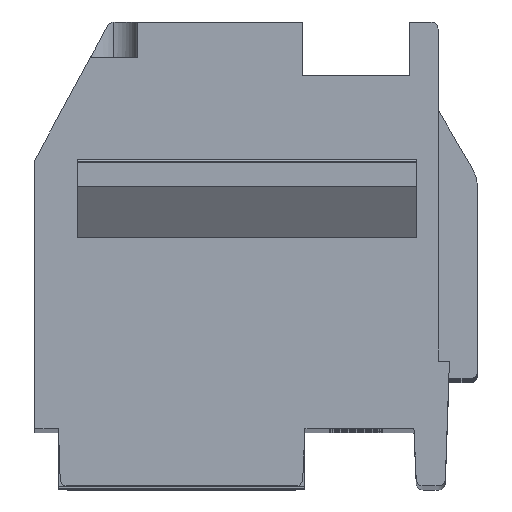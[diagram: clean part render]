
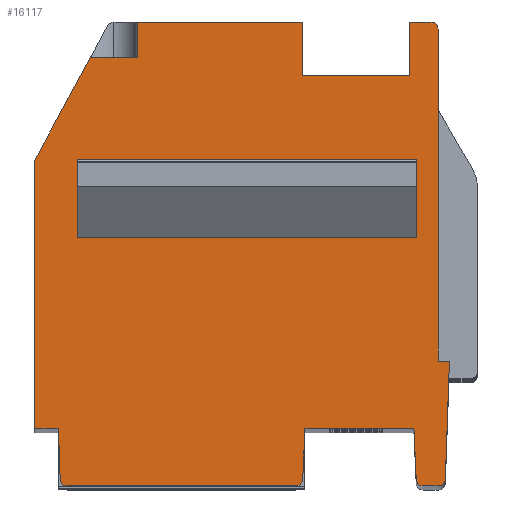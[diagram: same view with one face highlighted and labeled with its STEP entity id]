
A CAD part, top view. The second image highlights one B-rep face of the part: STEP entity #16117.
In plain terms, the highlighted planar face has unit normal (0, 0, 1).
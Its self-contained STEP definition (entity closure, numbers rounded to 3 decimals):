
#34=DIRECTION('',(0.,1.,0.));
#35=VECTOR('',#34,1.55);
#36=CARTESIAN_POINT('',(-5.188,0.15,62.5));
#37=LINE('',#36,#35);
#38=DIRECTION('',(-1.,0.,0.));
#39=VECTOR('',#38,9.5);
#40=CARTESIAN_POINT('',(4.312,0.15,62.5));
#41=LINE('',#40,#39);
#42=DIRECTION('',(0.,1.,0.));
#43=VECTOR('',#42,1.55);
#44=CARTESIAN_POINT('',(4.312,0.15,62.5));
#45=LINE('',#44,#43);
#46=DIRECTION('',(-1.,0.,0.));
#47=VECTOR('',#46,9.5);
#48=CARTESIAN_POINT('',(4.312,1.7,62.5));
#49=LINE('',#48,#47);
#50=DIRECTION('',(0.,-1.,0.));
#51=VECTOR('',#50,7.041);
#52=CARTESIAN_POINT('',(4.912,3.741,62.5));
#53=LINE('',#52,#51);
#54=DIRECTION('',(1.,0.,0.));
#55=VECTOR('',#54,0.32);
#56=CARTESIAN_POINT('',(4.912,-3.3,62.5));
#57=LINE('',#56,#55);
#58=DIRECTION('',(-0.035,-0.999,0.));
#59=VECTOR('',#58,0.502);
#60=CARTESIAN_POINT('',(5.232,-3.3,62.5));
#61=LINE('',#60,#59);
#62=DIRECTION('',(0.035,0.999,0.));
#63=VECTOR('',#62,2.807);
#64=CARTESIAN_POINT('',(5.116,-6.607,62.5));
#65=LINE('',#64,#63);
#66=CARTESIAN_POINT('',(4.916,-6.6,62.5));
#67=DIRECTION('',(0.,0.,-1.));
#68=DIRECTION('',(0.999,-0.035,0.));
#69=AXIS2_PLACEMENT_3D('',#66,#67,#68);
#71=DIRECTION('',(-1.,0.,0.));
#72=VECTOR('',#71,0.416);
#73=CARTESIAN_POINT('',(4.916,-6.8,62.5));
#74=LINE('',#73,#72);
#75=CARTESIAN_POINT('',(4.501,-6.6,62.5));
#76=DIRECTION('',(0.,0.,-1.));
#77=DIRECTION('',(0.,-1.,0.));
#78=AXIS2_PLACEMENT_3D('',#75,#76,#77);
#80=DIRECTION('',(-0.045,0.999,0.));
#81=VECTOR('',#80,1.411);
#82=CARTESIAN_POINT('',(4.301,-6.609,62.5));
#83=LINE('',#82,#81);
#84=DIRECTION('',(-1.,0.,0.));
#85=VECTOR('',#84,3.052);
#86=CARTESIAN_POINT('',(4.237,-5.2,62.5));
#87=LINE('',#86,#85);
#88=DIRECTION('',(0.045,0.999,0.));
#89=VECTOR('',#88,1.411);
#90=CARTESIAN_POINT('',(1.12,-6.609,62.5));
#91=LINE('',#90,#89);
#92=CARTESIAN_POINT('',(0.92,-6.6,62.5));
#93=DIRECTION('',(0.,0.,1.));
#94=DIRECTION('',(0.,-1.,0.));
#95=AXIS2_PLACEMENT_3D('',#92,#93,#94);
#97=DIRECTION('',(1.,0.,0.));
#98=VECTOR('',#97,6.396);
#99=CARTESIAN_POINT('',(-5.475,-6.8,62.5));
#100=LINE('',#99,#98);
#101=CARTESIAN_POINT('',(-5.475,-6.6,62.5));
#102=DIRECTION('',(0.,0.,1.));
#103=DIRECTION('',(-0.999,-0.035,0.));
#104=AXIS2_PLACEMENT_3D('',#101,#102,#103);
#106=DIRECTION('',(0.035,-0.999,0.));
#107=VECTOR('',#106,1.408);
#108=CARTESIAN_POINT('',(-5.724,-5.2,62.5));
#109=LINE('',#108,#107);
#110=DIRECTION('',(1.,0.,0.));
#111=VECTOR('',#110,0.664);
#112=CARTESIAN_POINT('',(-6.388,-5.2,62.5));
#113=LINE('',#112,#111);
#114=DIRECTION('',(0.,1.,0.));
#115=VECTOR('',#114,7.53);
#116=CARTESIAN_POINT('',(-6.388,-5.2,62.5));
#117=LINE('',#116,#115);
#118=DIRECTION('',(-0.477,-0.879,0.));
#119=VECTOR('',#118,3.266);
#120=CARTESIAN_POINT('',(-4.83,5.2,62.5));
#121=LINE('',#120,#119);
#122=DIRECTION('',(1.,0.,0.));
#123=VECTOR('',#122,1.316);
#124=CARTESIAN_POINT('',(-4.83,5.2,62.5));
#125=LINE('',#124,#123);
#126=DIRECTION('',(0.,1.,0.));
#127=VECTOR('',#126,1.);
#128=CARTESIAN_POINT('',(-3.514,5.2,62.5));
#129=LINE('',#128,#127);
#130=DIRECTION('',(-1.,0.,0.));
#131=VECTOR('',#130,4.626);
#132=CARTESIAN_POINT('',(1.112,6.2,62.5));
#133=LINE('',#132,#131);
#134=DIRECTION('',(0.,-1.,0.));
#135=VECTOR('',#134,1.5);
#136=CARTESIAN_POINT('',(1.112,6.2,62.5));
#137=LINE('',#136,#135);
#138=DIRECTION('',(1.,0.,0.));
#139=VECTOR('',#138,3.);
#140=CARTESIAN_POINT('',(1.112,4.7,62.5));
#141=LINE('',#140,#139);
#142=DIRECTION('',(0.,-1.,0.));
#143=VECTOR('',#142,1.5);
#144=CARTESIAN_POINT('',(4.112,6.2,62.5));
#145=LINE('',#144,#143);
#146=DIRECTION('',(-1.,0.,0.));
#147=VECTOR('',#146,0.6);
#148=CARTESIAN_POINT('',(4.712,6.2,62.5));
#149=LINE('',#148,#147);
#150=CARTESIAN_POINT('',(4.712,6.,62.5));
#151=DIRECTION('',(0.,0.,1.));
#152=DIRECTION('',(1.,0.,0.));
#153=AXIS2_PLACEMENT_3D('',#150,#151,#152);
#155=DIRECTION('',(0.,1.,0.));
#156=VECTOR('',#155,2.259);
#157=CARTESIAN_POINT('',(4.912,3.741,62.5));
#158=LINE('',#157,#156);
#12530=CARTESIAN_POINT('',(4.916,-6.8,62.5));
#12531=CARTESIAN_POINT('',(4.501,-6.8,62.5));
#12532=VERTEX_POINT('',#12530);
#12533=VERTEX_POINT('',#12531);
#12534=CARTESIAN_POINT('',(5.116,-6.607,62.5));
#12535=VERTEX_POINT('',#12534);
#12536=CARTESIAN_POINT('',(-6.388,-5.2,62.5));
#12537=CARTESIAN_POINT('',(-6.388,2.33,62.5));
#12538=VERTEX_POINT('',#12536);
#12539=VERTEX_POINT('',#12537);
#12540=CARTESIAN_POINT('',(4.301,-6.609,62.5));
#12541=CARTESIAN_POINT('',(4.237,-5.2,62.5));
#12542=VERTEX_POINT('',#12540);
#12543=VERTEX_POINT('',#12541);
#12577=CARTESIAN_POINT('',(-4.83,5.2,62.5));
#12578=CARTESIAN_POINT('',(-3.514,5.2,62.5));
#12579=VERTEX_POINT('',#12577);
#12580=VERTEX_POINT('',#12578);
#12581=CARTESIAN_POINT('',(-3.514,6.2,62.5));
#12582=VERTEX_POINT('',#12581);
#12628=CARTESIAN_POINT('',(-5.188,0.15,62.5));
#12629=CARTESIAN_POINT('',(-5.188,1.7,62.5));
#12630=VERTEX_POINT('',#12628);
#12631=VERTEX_POINT('',#12629);
#12632=CARTESIAN_POINT('',(4.312,0.15,62.5));
#12633=CARTESIAN_POINT('',(4.312,1.7,62.5));
#12634=VERTEX_POINT('',#12632);
#12635=VERTEX_POINT('',#12633);
#12688=CARTESIAN_POINT('',(4.912,6.,62.5));
#12689=CARTESIAN_POINT('',(4.712,6.2,62.5));
#12690=VERTEX_POINT('',#12688);
#12691=VERTEX_POINT('',#12689);
#12839=CARTESIAN_POINT('',(4.112,6.2,62.5));
#12840=CARTESIAN_POINT('',(4.112,4.7,62.5));
#12841=VERTEX_POINT('',#12839);
#12842=VERTEX_POINT('',#12840);
#12843=CARTESIAN_POINT('',(1.112,6.2,62.5));
#12844=CARTESIAN_POINT('',(1.112,4.7,62.5));
#12845=VERTEX_POINT('',#12843);
#12846=VERTEX_POINT('',#12844);
#12917=CARTESIAN_POINT('',(-5.675,-6.607,62.5));
#12918=CARTESIAN_POINT('',(-5.475,-6.8,62.5));
#12919=VERTEX_POINT('',#12917);
#12920=VERTEX_POINT('',#12918);
#12921=CARTESIAN_POINT('',(0.92,-6.8,62.5));
#12922=VERTEX_POINT('',#12921);
#12923=CARTESIAN_POINT('',(1.12,-6.609,62.5));
#12924=VERTEX_POINT('',#12923);
#12933=CARTESIAN_POINT('',(1.184,-5.2,62.5));
#12935=VERTEX_POINT('',#12933);
#12939=CARTESIAN_POINT('',(-5.724,-5.2,62.5));
#12940=VERTEX_POINT('',#12939);
#16040=CARTESIAN_POINT('',(4.912,3.741,62.5));
#16041=CARTESIAN_POINT('',(4.912,-3.3,62.5));
#16042=VERTEX_POINT('',#16040);
#16043=VERTEX_POINT('',#16041);
#16044=CARTESIAN_POINT('',(5.232,-3.3,62.5));
#16045=VERTEX_POINT('',#16044);
#16046=CARTESIAN_POINT('',(5.214,-3.802,62.5));
#16047=VERTEX_POINT('',#16046);
#16048=CARTESIAN_POINT('',(0.,0.,62.5));
#16049=DIRECTION('',(0.,0.,1.));
#16050=DIRECTION('',(1.,0.,0.));
#16051=AXIS2_PLACEMENT_3D('',#16048,#16049,#16050);
#16052=PLANE('',#16051);
#16054=ORIENTED_EDGE('',*,*,#16053,.T.);
#16056=ORIENTED_EDGE('',*,*,#16055,.T.);
#16058=ORIENTED_EDGE('',*,*,#16057,.T.);
#16060=ORIENTED_EDGE('',*,*,#16059,.F.);
#16062=ORIENTED_EDGE('',*,*,#16061,.T.);
#16064=ORIENTED_EDGE('',*,*,#16063,.T.);
#16066=ORIENTED_EDGE('',*,*,#16065,.T.);
#16068=ORIENTED_EDGE('',*,*,#16067,.T.);
#16070=ORIENTED_EDGE('',*,*,#16069,.T.);
#16072=ORIENTED_EDGE('',*,*,#16071,.F.);
#16074=ORIENTED_EDGE('',*,*,#16073,.F.);
#16076=ORIENTED_EDGE('',*,*,#16075,.F.);
#16078=ORIENTED_EDGE('',*,*,#16077,.F.);
#16080=ORIENTED_EDGE('',*,*,#16079,.F.);
#16082=ORIENTED_EDGE('',*,*,#16081,.F.);
#16084=ORIENTED_EDGE('',*,*,#16083,.T.);
#16086=ORIENTED_EDGE('',*,*,#16085,.F.);
#16088=ORIENTED_EDGE('',*,*,#16087,.T.);
#16090=ORIENTED_EDGE('',*,*,#16089,.T.);
#16092=ORIENTED_EDGE('',*,*,#16091,.F.);
#16094=ORIENTED_EDGE('',*,*,#16093,.T.);
#16096=ORIENTED_EDGE('',*,*,#16095,.T.);
#16098=ORIENTED_EDGE('',*,*,#16097,.F.);
#16100=ORIENTED_EDGE('',*,*,#16099,.F.);
#16102=ORIENTED_EDGE('',*,*,#16101,.F.);
#16104=ORIENTED_EDGE('',*,*,#16103,.F.);
#16105=EDGE_LOOP('',(#16054,#16056,#16058,#16060,#16062,#16064,#16066,#16068,
#16070,#16072,#16074,#16076,#16078,#16080,#16082,#16084,#16086,#16088,#16090,
#16092,#16094,#16096,#16098,#16100,#16102,#16104));
#16106=FACE_OUTER_BOUND('',#16105,.F.);
#16108=ORIENTED_EDGE('',*,*,#16107,.F.);
#16110=ORIENTED_EDGE('',*,*,#16109,.F.);
#16112=ORIENTED_EDGE('',*,*,#16111,.T.);
#16114=ORIENTED_EDGE('',*,*,#16113,.T.);
#16115=EDGE_LOOP('',(#16108,#16110,#16112,#16114));
#16116=FACE_BOUND('',#16115,.F.);
#70=CIRCLE('',#69,0.2);
#79=CIRCLE('',#78,0.2);
#96=CIRCLE('',#95,0.2);
#105=CIRCLE('',#104,0.2);
#154=CIRCLE('',#153,0.2);
#16053=EDGE_CURVE('',#16042,#16043,#53,.T.);
#16055=EDGE_CURVE('',#16043,#16045,#57,.T.);
#16057=EDGE_CURVE('',#16045,#16047,#61,.T.);
#16059=EDGE_CURVE('',#12535,#16047,#65,.T.);
#16061=EDGE_CURVE('',#12535,#12532,#70,.T.);
#16063=EDGE_CURVE('',#12532,#12533,#74,.T.);
#16065=EDGE_CURVE('',#12533,#12542,#79,.T.);
#16067=EDGE_CURVE('',#12542,#12543,#83,.T.);
#16069=EDGE_CURVE('',#12543,#12935,#87,.T.);
#16071=EDGE_CURVE('',#12924,#12935,#91,.T.);
#16073=EDGE_CURVE('',#12922,#12924,#96,.T.);
#16075=EDGE_CURVE('',#12920,#12922,#100,.T.);
#16077=EDGE_CURVE('',#12919,#12920,#105,.T.);
#16079=EDGE_CURVE('',#12940,#12919,#109,.T.);
#16081=EDGE_CURVE('',#12538,#12940,#113,.T.);
#16083=EDGE_CURVE('',#12538,#12539,#117,.T.);
#16085=EDGE_CURVE('',#12579,#12539,#121,.T.);
#16087=EDGE_CURVE('',#12579,#12580,#125,.T.);
#16089=EDGE_CURVE('',#12580,#12582,#129,.T.);
#16091=EDGE_CURVE('',#12845,#12582,#133,.T.);
#16093=EDGE_CURVE('',#12845,#12846,#137,.T.);
#16095=EDGE_CURVE('',#12846,#12842,#141,.T.);
#16097=EDGE_CURVE('',#12841,#12842,#145,.T.);
#16099=EDGE_CURVE('',#12691,#12841,#149,.T.);
#16101=EDGE_CURVE('',#12690,#12691,#154,.T.);
#16103=EDGE_CURVE('',#16042,#12690,#158,.T.);
#16107=EDGE_CURVE('',#12630,#12631,#37,.T.);
#16109=EDGE_CURVE('',#12634,#12630,#41,.T.);
#16111=EDGE_CURVE('',#12634,#12635,#45,.T.);
#16113=EDGE_CURVE('',#12635,#12631,#49,.T.);
#16117=ADVANCED_FACE('',(#16106,#16116),#16052,.T.);
